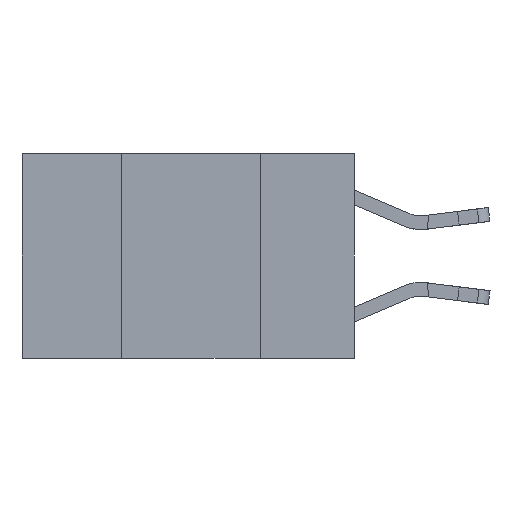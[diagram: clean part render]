
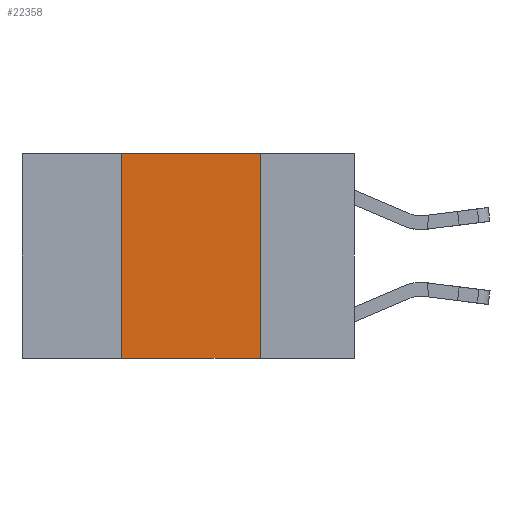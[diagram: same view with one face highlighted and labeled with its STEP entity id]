
A CAD part, left-side view. The second image highlights one B-rep face of the part: STEP entity #22358.
In plain terms, the highlighted planar face has unit normal (-1, 0, 0).
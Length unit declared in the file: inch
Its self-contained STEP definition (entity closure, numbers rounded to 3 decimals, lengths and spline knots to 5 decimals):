
#730 = LINE ( 'NONE', #15844, #19751 ) ;
#992 = VECTOR ( 'NONE', #12608, 39.37008 ) ;
#1612 = VERTEX_POINT ( 'NONE', #20864 ) ;
#2085 = AXIS2_PLACEMENT_3D ( 'NONE', #2293, #15109, #4150 ) ;
#2293 = CARTESIAN_POINT ( 'NONE',  ( 0., 0.6, 0. ) ) ;
#3325 = VERTEX_POINT ( 'NONE', #18381 ) ;
#4150 = DIRECTION ( 'NONE',  ( 0., 0., -1. ) ) ;
#4241 = CARTESIAN_POINT ( 'NONE',  ( 0., 0.42, 0. ) ) ;
#4322 = DIRECTION ( 'NONE',  ( 0., 0., 1. ) ) ;
#4825 = DIRECTION ( 'NONE',  ( 0., 0., -1. ) ) ;
#4971 = EDGE_CURVE ( 'NONE', #1612, #3325, #11982, .T. ) ;
#5826 = FACE_OUTER_BOUND ( 'NONE', #12966, .T. ) ;
#5889 = LINE ( 'NONE', #18142, #992 ) ;
#7459 = LINE ( 'NONE', #8834, #21546 ) ;
#8834 = CARTESIAN_POINT ( 'NONE',  ( 0., 0.6, 0. ) ) ;
#10682 = VERTEX_POINT ( 'NONE', #13931 ) ;
#11144 = CARTESIAN_POINT ( 'NONE',  ( 0., 0.17, 0. ) ) ;
#11406 = VECTOR ( 'NONE', #4322, 39.37008 ) ;
#11516 = ORIENTED_EDGE ( 'NONE', *, *, #17684, .F. ) ;
#11982 = LINE ( 'NONE', #4241, #11406 ) ;
#12187 = EDGE_CURVE ( 'NONE', #3325, #21818, #7459, .T. ) ;
#12604 = ORIENTED_EDGE ( 'NONE', *, *, #4971, .F. ) ;
#12608 = DIRECTION ( 'NONE',  ( 0., -1., 0. ) ) ;
#12966 = EDGE_LOOP ( 'NONE', ( #11516, #16292, #12604, #18471 ) ) ;
#13931 = CARTESIAN_POINT ( 'NONE',  ( 0., 0.17, -0.37 ) ) ;
#14259 = DIRECTION ( 'NONE',  ( 0., -1., 0. ) ) ;
#15041 = PLANE ( 'NONE',  #2085 ) ;
#15109 = DIRECTION ( 'NONE',  ( 1., 0., 0. ) ) ;
#15844 = CARTESIAN_POINT ( 'NONE',  ( 0., 0.17, 0. ) ) ;
#16292 = ORIENTED_EDGE ( 'NONE', *, *, #12187, .F. ) ;
#17684 = EDGE_CURVE ( 'NONE', #21818, #10682, #730, .T. ) ;
#18142 = CARTESIAN_POINT ( 'NONE',  ( 0., 0.6, -0.37 ) ) ;
#18381 = CARTESIAN_POINT ( 'NONE',  ( 0., 0.42, 0. ) ) ;
#18471 = ORIENTED_EDGE ( 'NONE', *, *, #21007, .T. ) ;
#19751 = VECTOR ( 'NONE', #4825, 39.37008 ) ;
#20864 = CARTESIAN_POINT ( 'NONE',  ( 0., 0.42, -0.37 ) ) ;
#21007 = EDGE_CURVE ( 'NONE', #1612, #10682, #5889, .T. ) ;
#21546 = VECTOR ( 'NONE', #14259, 39.37008 ) ;
#21818 = VERTEX_POINT ( 'NONE', #11144 ) ;
#22358 = ADVANCED_FACE ( 'NONE', ( #5826 ), #15041, .F. ) ;
